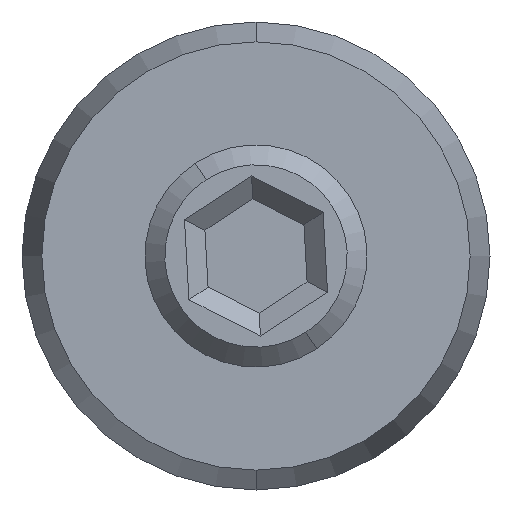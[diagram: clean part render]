
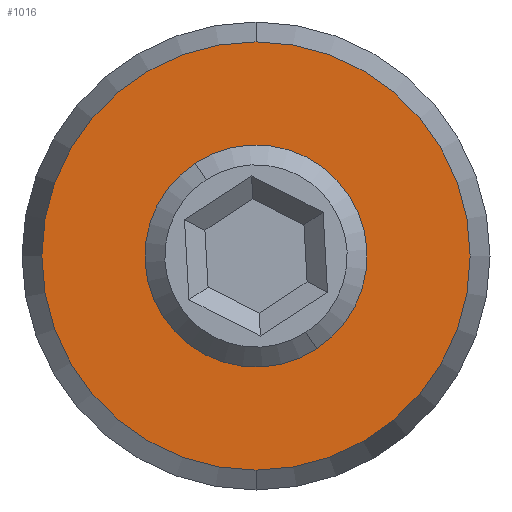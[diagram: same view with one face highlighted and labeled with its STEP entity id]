
A CAD part, front view. The second image highlights one B-rep face of the part: STEP entity #1016.
In plain terms, the highlighted planar face has unit normal (0, -1, 0).
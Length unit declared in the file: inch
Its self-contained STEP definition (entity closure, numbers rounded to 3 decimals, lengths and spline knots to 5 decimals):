
#39 = EDGE_CURVE ( 'NONE', #966, #817, #1313, .T. ) ;
#40 = EDGE_CURVE ( 'NONE', #874, #859, #1150, .T. ) ;
#53 = EDGE_CURVE ( 'NONE', #859, #874, #1200, .T. ) ;
#66 = EDGE_CURVE ( 'NONE', #817, #966, #1381, .T. ) ;
#135 = CARTESIAN_POINT ( 'NONE',  ( -0.04197, -0.40213, 0.01015 ) ) ;
#174 = DIRECTION ( 'NONE',  ( 0., 0., 1. ) ) ;
#185 = CARTESIAN_POINT ( 'NONE',  ( -0.04197, -0.40213, -0.15235 ) ) ;
#191 = CARTESIAN_POINT ( 'NONE',  ( -0.04197, -0.40213, 0.06365 ) ) ;
#193 = DIRECTION ( 'NONE',  ( 0., 1., 0. ) ) ;
#196 = CARTESIAN_POINT ( 'NONE',  ( -0.04197, -0.40213, -0.04435 ) ) ;
#197 = DIRECTION ( 'NONE',  ( 0., 0., 1. ) ) ;
#200 = DIRECTION ( 'NONE',  ( 0., 1., 0. ) ) ;
#211 = CARTESIAN_POINT ( 'NONE',  ( -0.04197, -0.40213, -0.04435 ) ) ;
#219 = CARTESIAN_POINT ( 'NONE',  ( -0.04197, -0.40213, -0.09885 ) ) ;
#235 = DIRECTION ( 'NONE',  ( 0., 0., 1. ) ) ;
#236 = DIRECTION ( 'NONE',  ( 0., 1., 0. ) ) ;
#237 = CARTESIAN_POINT ( 'NONE',  ( -0.04197, -0.40213, -0.04435 ) ) ;
#278 = DIRECTION ( 'NONE',  ( 0., 0., 1. ) ) ;
#279 = DIRECTION ( 'NONE',  ( 0., 1., 0. ) ) ;
#281 = CARTESIAN_POINT ( 'NONE',  ( -0.04197, -0.40213, -0.04435 ) ) ;
#320 = FACE_OUTER_BOUND ( 'NONE', #435, .T. ) ;
#321 = FACE_BOUND ( 'NONE', #438, .T. ) ;
#435 = EDGE_LOOP ( 'NONE', ( #518, #517 ) ) ;
#438 = EDGE_LOOP ( 'NONE', ( #514, #516 ) ) ;
#514 = ORIENTED_EDGE ( 'NONE', *, *, #66, .T. ) ;
#516 = ORIENTED_EDGE ( 'NONE', *, *, #39, .T. ) ;
#517 = ORIENTED_EDGE ( 'NONE', *, *, #40, .F. ) ;
#518 = ORIENTED_EDGE ( 'NONE', *, *, #53, .F. ) ;
#817 = VERTEX_POINT ( 'NONE', #219 ) ;
#859 = VERTEX_POINT ( 'NONE', #191 ) ;
#874 = VERTEX_POINT ( 'NONE', #185 ) ;
#966 = VERTEX_POINT ( 'NONE', #135 ) ;
#1016 = ADVANCED_FACE ( 'NONE', ( #321, #320 ), #1460, .F. ) ;
#1150 = CIRCLE ( 'NONE', #1318, 0.108 ) ;
#1200 = CIRCLE ( 'NONE', #1405, 0.108 ) ;
#1260 = AXIS2_PLACEMENT_3D ( 'NONE', #211, #200, #197 ) ;
#1313 = CIRCLE ( 'NONE', #1260, 0.0545 ) ;
#1318 = AXIS2_PLACEMENT_3D ( 'NONE', #196, #193, #174 ) ;
#1323 = AXIS2_PLACEMENT_3D ( 'NONE', #1461, #1462, #1463 ) ;
#1377 = AXIS2_PLACEMENT_3D ( 'NONE', #237, #236, #235 ) ;
#1381 = CIRCLE ( 'NONE', #1377, 0.0545 ) ;
#1405 = AXIS2_PLACEMENT_3D ( 'NONE', #281, #279, #278 ) ;
#1460 = PLANE ( 'NONE',  #1323 ) ;
#1461 = CARTESIAN_POINT ( 'NONE',  ( 0.06603, -0.40213, -0.04435 ) ) ;
#1462 = DIRECTION ( 'NONE',  ( 0., 1., 0. ) ) ;
#1463 = DIRECTION ( 'NONE',  ( 0., 0., 1. ) ) ;
